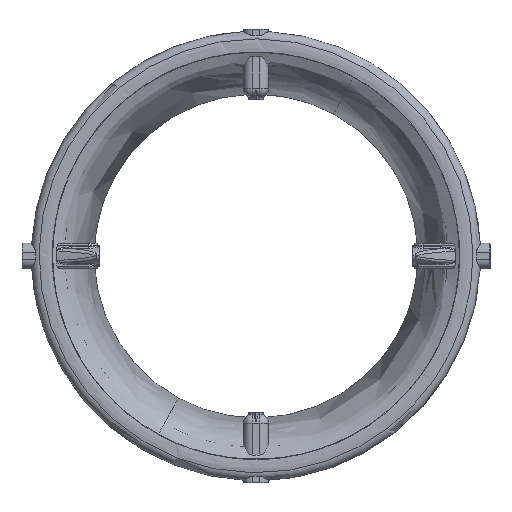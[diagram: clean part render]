
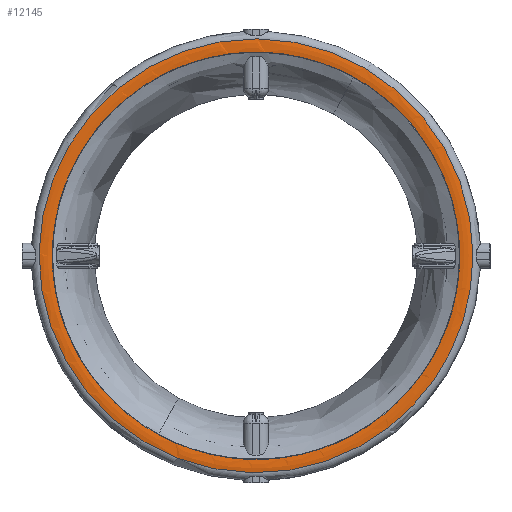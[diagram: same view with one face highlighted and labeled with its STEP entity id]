
A CAD part, top view. The second image highlights one B-rep face of the part: STEP entity #12145.
In plain terms, the highlighted toroidal (fillet/blend) face has major radius 116.77 mm and minor radius 19.735 mm.
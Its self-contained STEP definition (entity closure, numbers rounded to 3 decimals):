
#556=TOROIDAL_SURFACE('',#13254,116.77,19.735);
#3262=FACE_OUTER_BOUND('',#4070,.T.);
#4070=EDGE_LOOP('',(#11005,#11006,#11007,#11008,#11009));
#4575=CIRCLE('',#13255,120.544);
#4576=CIRCLE('',#13256,120.544);
#4577=CIRCLE('',#13257,19.735);
#4578=CIRCLE('',#13258,113.159);
#5778=VERTEX_POINT('',#42639);
#5779=VERTEX_POINT('',#42640);
#5780=VERTEX_POINT('',#42643);
#7576=EDGE_CURVE('',#5778,#5779,#4575,.T.);
#7577=EDGE_CURVE('',#5779,#5778,#4576,.T.);
#7578=EDGE_CURVE('',#5779,#5780,#4577,.T.);
#7579=EDGE_CURVE('',#5780,#5780,#4578,.T.);
#11005=ORIENTED_EDGE('',*,*,#7576,.F.);
#11006=ORIENTED_EDGE('',*,*,#7577,.F.);
#11007=ORIENTED_EDGE('',*,*,#7578,.T.);
#11008=ORIENTED_EDGE('',*,*,#7579,.F.);
#11009=ORIENTED_EDGE('',*,*,#7578,.F.);
#12145=ADVANCED_FACE('',(#3262),#556,.T.);
#13254=AXIS2_PLACEMENT_3D('',#42638,#15995,#15996);
#13255=AXIS2_PLACEMENT_3D('',#42641,#15997,#15998);
#13256=AXIS2_PLACEMENT_3D('',#42642,#15999,#16000);
#13257=AXIS2_PLACEMENT_3D('',#42644,#16001,#16002);
#13258=AXIS2_PLACEMENT_3D('',#42645,#16003,#16004);
#15995=DIRECTION('center_axis',(0.,0.,-1.));
#15996=DIRECTION('ref_axis',(-1.,0.,0.));
#15997=DIRECTION('center_axis',(0.,0.,-1.));
#15998=DIRECTION('ref_axis',(-1.,0.,0.));
#15999=DIRECTION('center_axis',(0.,0.,-1.));
#16000=DIRECTION('ref_axis',(-1.,0.,0.));
#16001=DIRECTION('center_axis',(0.,-1.,0.));
#16002=DIRECTION('ref_axis',(1.,0.,0.));
#16003=DIRECTION('center_axis',(0.,0.,1.));
#16004=DIRECTION('ref_axis',(-1.,0.,0.));
#42638=CARTESIAN_POINT('Origin',(0.,0.,-19.708));
#42639=CARTESIAN_POINT('',(57.792,-105.788,-0.337));
#42640=CARTESIAN_POINT('',(120.544,0.,-0.337));
#42641=CARTESIAN_POINT('Origin',(0.,0.,-0.337));
#42642=CARTESIAN_POINT('Origin',(0.,0.,-0.337));
#42643=CARTESIAN_POINT('',(113.159,0.,-0.306));
#42644=CARTESIAN_POINT('Origin',(116.77,0.,
-19.708));
#42645=CARTESIAN_POINT('Origin',(0.,0.,-0.306));
